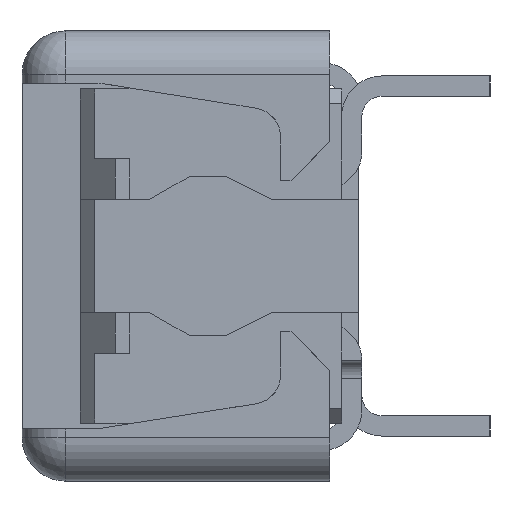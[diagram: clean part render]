
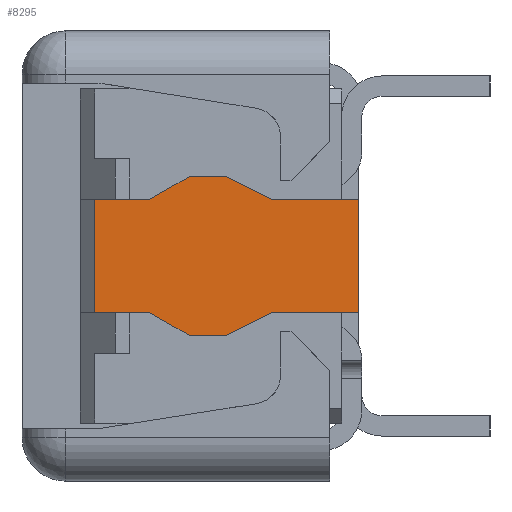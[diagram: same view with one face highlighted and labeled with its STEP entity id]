
A CAD part, left-side view. The second image highlights one B-rep face of the part: STEP entity #8295.
In plain terms, the highlighted planar face has unit normal (-1, 0, 0).
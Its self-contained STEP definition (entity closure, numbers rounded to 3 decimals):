
#418=DIRECTION('',(0.,0.,-1.));
#419=VECTOR('',#418,1.95);
#420=CARTESIAN_POINT('',(-8.75,1.95,-2.9));
#421=LINE('',#420,#419);
#422=DIRECTION('',(0.,1.,0.));
#423=VECTOR('',#422,0.95);
#424=CARTESIAN_POINT('',(-8.75,1.,-2.9));
#425=LINE('',#424,#423);
#426=DIRECTION('',(0.,0.866,-0.5));
#427=VECTOR('',#426,0.8);
#428=CARTESIAN_POINT('',(-8.75,0.307,-2.5));
#429=LINE('',#428,#427);
#430=DIRECTION('',(0.,1.,0.));
#431=VECTOR('',#430,0.607);
#432=CARTESIAN_POINT('',(-8.75,-0.3,-2.5));
#433=LINE('',#432,#431);
#434=DIRECTION('',(0.,0.894,0.447));
#435=VECTOR('',#434,0.894);
#436=CARTESIAN_POINT('',(-8.75,-1.1,-2.9));
#437=LINE('',#436,#435);
#438=DIRECTION('',(0.,1.,0.));
#439=VECTOR('',#438,1.5);
#440=CARTESIAN_POINT('',(-8.75,-2.6,-2.9));
#441=LINE('',#440,#439);
#442=DIRECTION('',(0.,0.,1.));
#443=VECTOR('',#442,1.95);
#444=CARTESIAN_POINT('',(-8.75,-2.6,-4.85));
#445=LINE('',#444,#443);
#446=DIRECTION('',(0.,-1.,0.));
#447=VECTOR('',#446,1.5);
#448=CARTESIAN_POINT('',(-8.75,-1.1,-4.85));
#449=LINE('',#448,#447);
#450=DIRECTION('',(0.,-0.894,0.447));
#451=VECTOR('',#450,0.894);
#452=CARTESIAN_POINT('',(-8.75,-0.3,-5.25));
#453=LINE('',#452,#451);
#454=DIRECTION('',(0.,-1.,0.));
#455=VECTOR('',#454,0.607);
#456=CARTESIAN_POINT('',(-8.75,0.307,-5.25));
#457=LINE('',#456,#455);
#458=DIRECTION('',(0.,-0.866,-0.5));
#459=VECTOR('',#458,0.8);
#460=CARTESIAN_POINT('',(-8.75,1.,-4.85));
#461=LINE('',#460,#459);
#462=DIRECTION('',(0.,-1.,0.));
#463=VECTOR('',#462,0.95);
#464=CARTESIAN_POINT('',(-8.75,1.95,-4.85));
#465=LINE('',#464,#463);
#6398=CARTESIAN_POINT('',(-8.75,1.,-4.85));
#6399=CARTESIAN_POINT('',(-8.75,0.307,-5.25));
#6400=VERTEX_POINT('',#6398);
#6401=VERTEX_POINT('',#6399);
#6402=CARTESIAN_POINT('',(-8.75,-0.3,-5.25));
#6403=VERTEX_POINT('',#6402);
#6404=CARTESIAN_POINT('',(-8.75,-1.1,-4.85));
#6405=CARTESIAN_POINT('',(-8.75,-2.6,-4.85));
#6406=VERTEX_POINT('',#6404);
#6407=VERTEX_POINT('',#6405);
#6408=CARTESIAN_POINT('',(-8.75,-2.6,-2.9));
#6409=VERTEX_POINT('',#6408);
#6410=CARTESIAN_POINT('',(-8.75,-1.1,-2.9));
#6411=VERTEX_POINT('',#6410);
#6412=CARTESIAN_POINT('',(-8.75,-0.3,-2.5));
#6413=CARTESIAN_POINT('',(-8.75,0.307,-2.5));
#6414=VERTEX_POINT('',#6412);
#6415=VERTEX_POINT('',#6413);
#6416=CARTESIAN_POINT('',(-8.75,1.,-2.9));
#6417=VERTEX_POINT('',#6416);
#6498=CARTESIAN_POINT('',(-8.75,1.95,-4.85));
#6500=VERTEX_POINT('',#6498);
#6504=CARTESIAN_POINT('',(-8.75,1.95,-2.9));
#6505=VERTEX_POINT('',#6504);
#8269=CARTESIAN_POINT('',(-8.75,-2.3,0.));
#8270=DIRECTION('',(-1.,0.,0.));
#8271=DIRECTION('',(0.,0.,1.));
#8272=AXIS2_PLACEMENT_3D('',#8269,#8270,#8271);
#8273=PLANE('',#8272);
#8274=ORIENTED_EDGE('',*,*,#8264,.F.);
#8275=ORIENTED_EDGE('',*,*,#8236,.F.);
#8277=ORIENTED_EDGE('',*,*,#8276,.F.);
#8279=ORIENTED_EDGE('',*,*,#8278,.F.);
#8281=ORIENTED_EDGE('',*,*,#8280,.F.);
#8282=ORIENTED_EDGE('',*,*,#8228,.F.);
#8284=ORIENTED_EDGE('',*,*,#8283,.F.);
#8285=ORIENTED_EDGE('',*,*,#8048,.F.);
#8287=ORIENTED_EDGE('',*,*,#8286,.F.);
#8289=ORIENTED_EDGE('',*,*,#8288,.F.);
#8291=ORIENTED_EDGE('',*,*,#8290,.F.);
#8292=ORIENTED_EDGE('',*,*,#8040,.F.);
#8293=EDGE_LOOP('',(#8274,#8275,#8277,#8279,#8281,#8282,#8284,#8285,#8287,#8289,
#8291,#8292));
#8294=FACE_OUTER_BOUND('',#8293,.F.);
#8040=EDGE_CURVE('',#6500,#6400,#465,.T.);
#8048=EDGE_CURVE('',#6406,#6407,#449,.T.);
#8228=EDGE_CURVE('',#6409,#6411,#441,.T.);
#8236=EDGE_CURVE('',#6417,#6505,#425,.T.);
#8264=EDGE_CURVE('',#6505,#6500,#421,.T.);
#8276=EDGE_CURVE('',#6415,#6417,#429,.T.);
#8278=EDGE_CURVE('',#6414,#6415,#433,.T.);
#8280=EDGE_CURVE('',#6411,#6414,#437,.T.);
#8283=EDGE_CURVE('',#6407,#6409,#445,.T.);
#8286=EDGE_CURVE('',#6403,#6406,#453,.T.);
#8288=EDGE_CURVE('',#6401,#6403,#457,.T.);
#8290=EDGE_CURVE('',#6400,#6401,#461,.T.);
#8295=ADVANCED_FACE('',(#8294),#8273,.T.);
